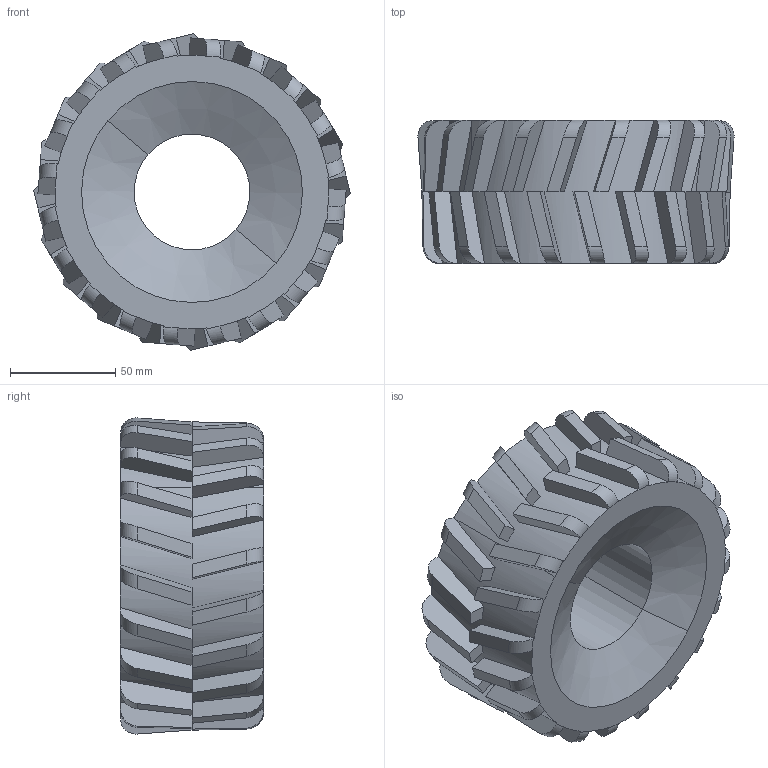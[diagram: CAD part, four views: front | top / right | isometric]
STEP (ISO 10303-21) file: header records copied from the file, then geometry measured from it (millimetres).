
FILE_DESCRIPTION(/* description */ (''),/* implementation_level */ '2;1');
FILE_NAME(/* name */ 'Tetrix_739282_Tire.ipt.stp',/* time_stamp */ '2014-12-18T17:47:58-08:00',/* author */ ('Autodesk Inc.'),/* organization */ ('Autodesk Inc.'),/* preprocessor_version */ 'ST-DEVELOPER v15.6',/* originating_system */ 'Autodesk Inventor 2015',/* authorisation */ '');
FILE_SCHEMA (('AUTOMOTIVE_DESIGN { 1 0 10303 214 3 1 1 }'));
Length unit declared in the file: millimetre
Products named in the file (1): Tetrix_739282_Tire
Bounding box: 150.32 x 68 x 150.32 mm (x, y, z)
Volume: 748121.4 mm3; surface area: 85566.9 mm2
Topology: 1 solids, 1 shells, 212 faces, 624 edges, 414 vertices
Faces by surface type: plane 162, cylinder 46, cone 4
Entity records: 7237 total; most frequent: CARTESIAN_POINT 1743, ORIENTED_EDGE 1248, DIRECTION 976, EDGE_CURVE 624, VERTEX_POINT 414, LINE 370, VECTOR 370, AXIS2_PLACEMENT_3D 303
